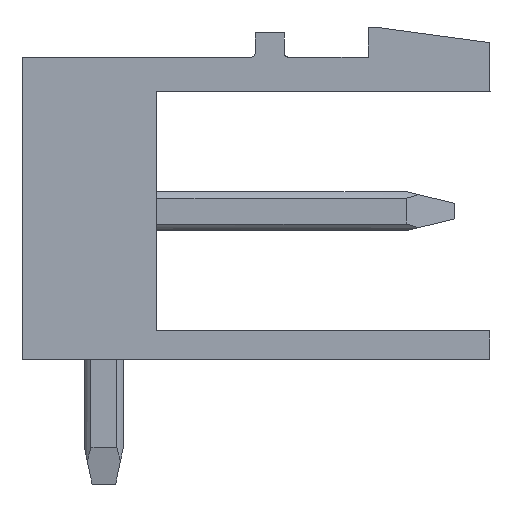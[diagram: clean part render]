
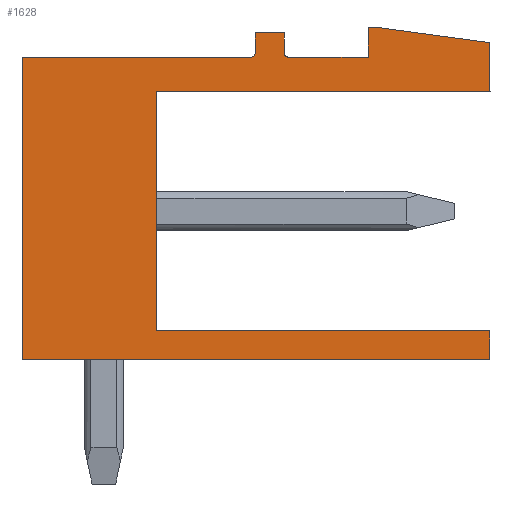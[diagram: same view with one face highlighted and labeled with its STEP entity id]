
A CAD part, left-side view. The second image highlights one B-rep face of the part: STEP entity #1628.
In plain terms, the highlighted planar face has unit normal (-1, 0, 0).
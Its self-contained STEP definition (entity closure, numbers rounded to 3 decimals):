
#837=AXIS2_PLACEMENT_3D('Circle Axis2P3D',#835,#836,$) ;
#961=AXIS2_PLACEMENT_3D('Circle Axis2P3D',#959,#960,$) ;
#1607=AXIS2_PLACEMENT_3D('Plane Axis2P3D',#1604,#1605,#1606) ;
#49=CARTESIAN_POINT('Vertex',(0.,8.55,3.93)) ;
#52=CARTESIAN_POINT('Line Origine',(0.,4.275,3.93)) ;
#56=CARTESIAN_POINT('Vertex',(0.,0.,3.93)) ;
#87=CARTESIAN_POINT('Vertex',(0.,8.55,10.06)) ;
#90=CARTESIAN_POINT('Line Origine',(0.,8.55,6.995)) ;
#646=CARTESIAN_POINT('Vertex',(0.,0.,10.06)) ;
#649=CARTESIAN_POINT('Line Origine',(0.,4.275,10.06)) ;
#677=CARTESIAN_POINT('Vertex',(0.,0.,11.32)) ;
#680=CARTESIAN_POINT('Line Origine',(0.,0.,10.69)) ;
#708=CARTESIAN_POINT('Vertex',(0.,2.8,11.7)) ;
#711=CARTESIAN_POINT('Line Origine',(0.,1.4,11.51)) ;
#739=CARTESIAN_POINT('Vertex',(0.,3.12,11.7)) ;
#742=CARTESIAN_POINT('Line Origine',(0.,2.96,11.7)) ;
#770=CARTESIAN_POINT('Vertex',(0.,3.12,10.95)) ;
#773=CARTESIAN_POINT('Line Origine',(0.,3.12,11.325)) ;
#801=CARTESIAN_POINT('Vertex',(0.,5.17,10.95)) ;
#804=CARTESIAN_POINT('Line Origine',(0.,4.145,10.95)) ;
#832=CARTESIAN_POINT('Vertex',(0.,5.27,11.05)) ;
#835=CARTESIAN_POINT('Axis2P3D Location',(0.,5.17,11.05)) ;
#863=CARTESIAN_POINT('Vertex',(0.,5.27,11.57)) ;
#866=CARTESIAN_POINT('Line Origine',(0.,5.27,11.31)) ;
#894=CARTESIAN_POINT('Vertex',(0.,6.02,11.57)) ;
#897=CARTESIAN_POINT('Line Origine',(0.,5.645,11.57)) ;
#925=CARTESIAN_POINT('Vertex',(0.,6.02,11.05)) ;
#928=CARTESIAN_POINT('Line Origine',(0.,6.02,11.31)) ;
#956=CARTESIAN_POINT('Vertex',(0.,6.12,10.95)) ;
#959=CARTESIAN_POINT('Axis2P3D Location',(0.,6.12,11.05)) ;
#982=CARTESIAN_POINT('Vertex',(0.,12.,10.95)) ;
#985=CARTESIAN_POINT('Line Origine',(0.,9.06,10.95)) ;
#1013=CARTESIAN_POINT('Vertex',(0.,12.,3.2)) ;
#1016=CARTESIAN_POINT('Line Origine',(0.,12.,7.075)) ;
#1044=CARTESIAN_POINT('Vertex',(0.,0.,3.2)) ;
#1047=CARTESIAN_POINT('Line Origine',(0.,6.,3.2)) ;
#1592=CARTESIAN_POINT('Line Origine',(0.,0.,3.565)) ;
#1604=CARTESIAN_POINT('Axis2P3D Location',(0.,0.,0.)) ;
#53=DIRECTION('Vector Direction',(0.,1.,0.)) ;
#91=DIRECTION('Vector Direction',(0.,0.,-1.)) ;
#650=DIRECTION('Vector Direction',(0.,-1.,0.)) ;
#681=DIRECTION('Vector Direction',(0.,0.,1.)) ;
#712=DIRECTION('Vector Direction',(0.,0.991,0.134)) ;
#743=DIRECTION('Vector Direction',(0.,1.,0.)) ;
#774=DIRECTION('Vector Direction',(0.,0.,-1.)) ;
#805=DIRECTION('Vector Direction',(0.,1.,0.)) ;
#836=DIRECTION('Axis2P3D Direction',(-1.,0.,0.)) ;
#867=DIRECTION('Vector Direction',(0.,0.,1.)) ;
#898=DIRECTION('Vector Direction',(0.,1.,0.)) ;
#929=DIRECTION('Vector Direction',(0.,0.,-1.)) ;
#960=DIRECTION('Axis2P3D Direction',(-1.,0.,0.)) ;
#986=DIRECTION('Vector Direction',(0.,1.,0.)) ;
#1017=DIRECTION('Vector Direction',(0.,0.,-1.)) ;
#1048=DIRECTION('Vector Direction',(0.,1.,0.)) ;
#1593=DIRECTION('Vector Direction',(0.,0.,-1.)) ;
#1605=DIRECTION('Axis2P3D Direction',(-1.,0.,0.)) ;
#1606=DIRECTION('Axis2P3D XDirection',(0.,0.,1.)) ;
#54=VECTOR('Line Direction',#53,1.) ;
#92=VECTOR('Line Direction',#91,1.) ;
#651=VECTOR('Line Direction',#650,1.) ;
#682=VECTOR('Line Direction',#681,1.) ;
#713=VECTOR('Line Direction',#712,1.) ;
#744=VECTOR('Line Direction',#743,1.) ;
#775=VECTOR('Line Direction',#774,1.) ;
#806=VECTOR('Line Direction',#805,1.) ;
#868=VECTOR('Line Direction',#867,1.) ;
#899=VECTOR('Line Direction',#898,1.) ;
#930=VECTOR('Line Direction',#929,1.) ;
#987=VECTOR('Line Direction',#986,1.) ;
#1018=VECTOR('Line Direction',#1017,1.) ;
#1049=VECTOR('Line Direction',#1048,1.) ;
#1594=VECTOR('Line Direction',#1593,1.) ;
#1610=ORIENTED_EDGE('',*,*,#58,.T.) ;
#1611=ORIENTED_EDGE('',*,*,#94,.T.) ;
#1612=ORIENTED_EDGE('',*,*,#653,.T.) ;
#1613=ORIENTED_EDGE('',*,*,#684,.T.) ;
#1614=ORIENTED_EDGE('',*,*,#715,.T.) ;
#1615=ORIENTED_EDGE('',*,*,#746,.T.) ;
#1616=ORIENTED_EDGE('',*,*,#777,.T.) ;
#1617=ORIENTED_EDGE('',*,*,#808,.T.) ;
#1618=ORIENTED_EDGE('',*,*,#839,.T.) ;
#1619=ORIENTED_EDGE('',*,*,#870,.T.) ;
#1620=ORIENTED_EDGE('',*,*,#901,.T.) ;
#1621=ORIENTED_EDGE('',*,*,#932,.T.) ;
#1622=ORIENTED_EDGE('',*,*,#963,.T.) ;
#1623=ORIENTED_EDGE('',*,*,#989,.T.) ;
#1624=ORIENTED_EDGE('',*,*,#1020,.T.) ;
#1625=ORIENTED_EDGE('',*,*,#1051,.T.) ;
#1626=ORIENTED_EDGE('',*,*,#1596,.T.) ;
#1628=ADVANCED_FACE('Housing',(#1627),#1608,.T.) ;
#838=CIRCLE('generated circle',#837,0.1) ;
#962=CIRCLE('generated circle',#961,0.1) ;
#58=EDGE_CURVE('',#57,#50,#55,.T.) ;
#94=EDGE_CURVE('',#50,#88,#93,.F.) ;
#653=EDGE_CURVE('',#88,#647,#652,.T.) ;
#684=EDGE_CURVE('',#647,#678,#683,.T.) ;
#715=EDGE_CURVE('',#678,#709,#714,.T.) ;
#746=EDGE_CURVE('',#709,#740,#745,.T.) ;
#777=EDGE_CURVE('',#740,#771,#776,.T.) ;
#808=EDGE_CURVE('',#771,#802,#807,.T.) ;
#839=EDGE_CURVE('',#802,#833,#838,.F.) ;
#870=EDGE_CURVE('',#833,#864,#869,.T.) ;
#901=EDGE_CURVE('',#864,#895,#900,.T.) ;
#932=EDGE_CURVE('',#895,#926,#931,.T.) ;
#963=EDGE_CURVE('',#926,#957,#962,.F.) ;
#989=EDGE_CURVE('',#957,#983,#988,.T.) ;
#1020=EDGE_CURVE('',#983,#1014,#1019,.T.) ;
#1051=EDGE_CURVE('',#1014,#1045,#1050,.F.) ;
#1596=EDGE_CURVE('',#1045,#57,#1595,.F.) ;
#1609=EDGE_LOOP('',(#1610,#1611,#1612,#1613,#1614,#1615,#1616,#1617,#1618,#1619,#1620,#1621,#1622,#1623,#1624,#1625,#1626)) ;
#1627=FACE_OUTER_BOUND('',#1609,.T.) ;
#55=LINE('Line',#52,#54) ;
#93=LINE('Line',#90,#92) ;
#652=LINE('Line',#649,#651) ;
#683=LINE('Line',#680,#682) ;
#714=LINE('Line',#711,#713) ;
#745=LINE('Line',#742,#744) ;
#776=LINE('Line',#773,#775) ;
#807=LINE('Line',#804,#806) ;
#869=LINE('Line',#866,#868) ;
#900=LINE('Line',#897,#899) ;
#931=LINE('Line',#928,#930) ;
#988=LINE('Line',#985,#987) ;
#1019=LINE('Line',#1016,#1018) ;
#1050=LINE('Line',#1047,#1049) ;
#1595=LINE('Line',#1592,#1594) ;
#1608=PLANE('',#1607) ;
#50=VERTEX_POINT('',#49) ;
#57=VERTEX_POINT('',#56) ;
#88=VERTEX_POINT('',#87) ;
#647=VERTEX_POINT('',#646) ;
#678=VERTEX_POINT('',#677) ;
#709=VERTEX_POINT('',#708) ;
#740=VERTEX_POINT('',#739) ;
#771=VERTEX_POINT('',#770) ;
#802=VERTEX_POINT('',#801) ;
#833=VERTEX_POINT('',#832) ;
#864=VERTEX_POINT('',#863) ;
#895=VERTEX_POINT('',#894) ;
#926=VERTEX_POINT('',#925) ;
#957=VERTEX_POINT('',#956) ;
#983=VERTEX_POINT('',#982) ;
#1014=VERTEX_POINT('',#1013) ;
#1045=VERTEX_POINT('',#1044) ;
